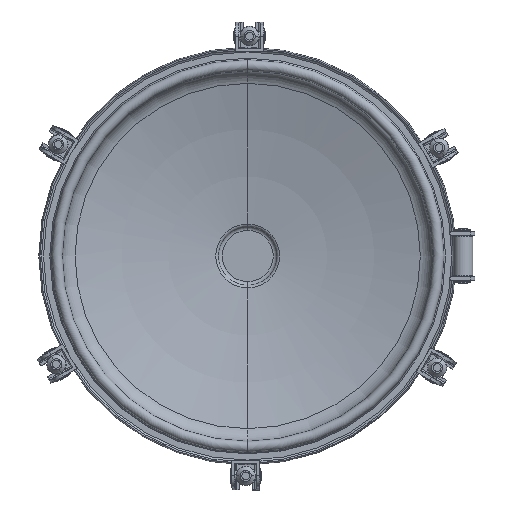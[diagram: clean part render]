
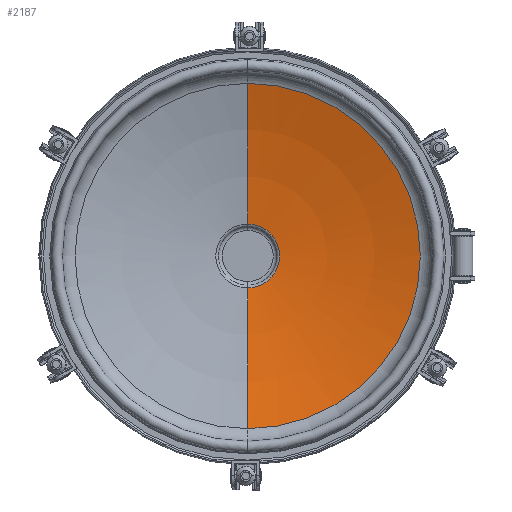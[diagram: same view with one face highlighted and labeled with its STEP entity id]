
A CAD part, front view. The second image highlights one B-rep face of the part: STEP entity #2187.
In plain terms, the highlighted toroidal (fillet/blend) face has major radius 43.26 mm and minor radius 909.692 mm.
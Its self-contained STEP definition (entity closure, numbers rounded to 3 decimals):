
#354 = ORIENTED_EDGE ( 'NONE', *, *, #1902, .F. ) ;
#355 = ORIENTED_EDGE ( 'NONE', *, *, #2115, .F. ) ;
#356 = ORIENTED_EDGE ( 'NONE', *, *, #1960, .T. ) ;
#1889 = EDGE_CURVE ( 'NONE', #1958, #1903, #8749, .T. ) ;
#1899 = VERTEX_POINT ( 'NONE', #8716 ) ;
#1900 = VERTEX_POINT ( 'NONE', #8713 ) ;
#1902 = EDGE_CURVE ( 'NONE', #1899, #1903, #8705, .T. ) ;
#1903 = VERTEX_POINT ( 'NONE', #8826 ) ;
#1958 = VERTEX_POINT ( 'NONE', #9009 ) ;
#1960 = EDGE_CURVE ( 'NONE', #1900, #1958, #9007, .T. ) ;
#2115 = EDGE_CURVE ( 'NONE', #1900, #1899, #9622, .T. ) ;
#2165 = ORIENTED_EDGE ( 'NONE', *, *, #1889, .T. ) ;
#2187 = ADVANCED_FACE ( 'NONE', ( #9810 ), #9809, .F. ) ;
#2188 = EDGE_LOOP ( 'NONE', ( #354, #355, #356, #2165 ) ) ;
#6420 = DIRECTION ( 'NONE',  ( 1., 0., 0. ) ) ;
#6421 = CARTESIAN_POINT ( 'NONE',  ( 0., -845.188, 43.26 ) ) ;
#8704 = AXIS2_PLACEMENT_3D ( 'NONE', #6421, #6420, #8827 ) ;
#8705 = CIRCLE ( 'NONE', #8704, 909.692 ) ;
#8713 = CARTESIAN_POINT ( 'NONE',  ( 0., 25.625, 219.844 ) ) ;
#8716 = CARTESIAN_POINT ( 'NONE',  ( 0., 25.625, -219.844 ) ) ;
#8743 = DIRECTION ( 'NONE',  ( 0., 0., 1. ) ) ;
#8745 = DIRECTION ( 'NONE',  ( 0., 1., 0. ) ) ;
#8747 = CARTESIAN_POINT ( 'NONE',  ( 0., 60.631, 0. ) ) ;
#8748 = AXIS2_PLACEMENT_3D ( 'NONE', #8747, #8745, #8743 ) ;
#8749 = CIRCLE ( 'NONE', #8748, 40.599 ) ;
#8826 = CARTESIAN_POINT ( 'NONE',  ( 0., 60.631, -40.599 ) ) ;
#8827 = DIRECTION ( 'NONE',  ( 0., 0., -1. ) ) ;
#9002 = DIRECTION ( 'NONE',  ( 0., 0., 1. ) ) ;
#9004 = DIRECTION ( 'NONE',  ( -1., 0., 0. ) ) ;
#9005 = CARTESIAN_POINT ( 'NONE',  ( 0., -845.188, -43.26 ) ) ;
#9006 = AXIS2_PLACEMENT_3D ( 'NONE', #9005, #9004, #9002 ) ;
#9007 = CIRCLE ( 'NONE', #9006, 909.692 ) ;
#9009 = CARTESIAN_POINT ( 'NONE',  ( 0., 60.631, 40.599 ) ) ;
#9615 = DIRECTION ( 'NONE',  ( 0., 0., 1. ) ) ;
#9618 = DIRECTION ( 'NONE',  ( 0., 1., 0. ) ) ;
#9619 = CARTESIAN_POINT ( 'NONE',  ( 0., 25.625, 0. ) ) ;
#9620 = AXIS2_PLACEMENT_3D ( 'NONE', #9619, #9618, #9615 ) ;
#9622 = CIRCLE ( 'NONE', #9620, 219.844 ) ;
#9803 = DIRECTION ( 'NONE',  ( 0., 0., 1. ) ) ;
#9804 = DIRECTION ( 'NONE',  ( 0., 1., 0. ) ) ;
#9806 = AXIS2_PLACEMENT_3D ( 'NONE', #9808, #9804, #9803 ) ;
#9808 = CARTESIAN_POINT ( 'NONE',  ( 0., -845.188, 0. ) ) ;
#9809 = TOROIDAL_SURFACE ( 'NONE', #9806, -43.26, 909.692 ) ;
#9810 = FACE_OUTER_BOUND ( 'NONE', #2188, .T. ) ;
